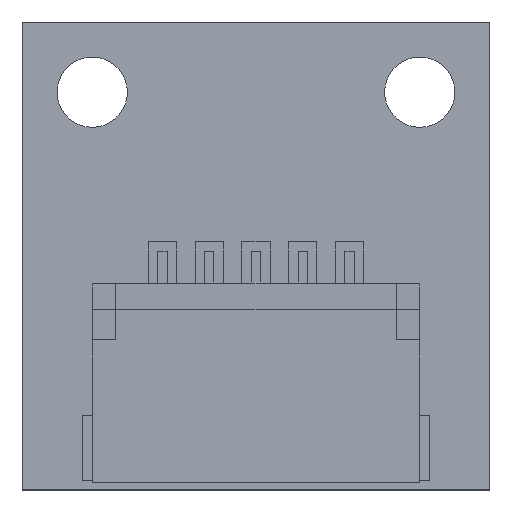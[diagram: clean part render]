
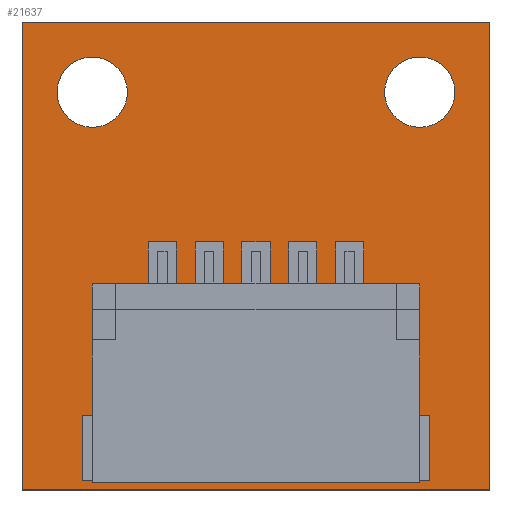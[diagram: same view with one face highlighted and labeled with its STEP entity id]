
A CAD part, top view. The second image highlights one B-rep face of the part: STEP entity #21637.
In plain terms, the highlighted planar face has unit normal (0, 0, 1).
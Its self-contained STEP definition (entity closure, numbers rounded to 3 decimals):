
#21161 = VERTEX_POINT('',#21162);
#21162 = CARTESIAN_POINT('',(15.,10.,0.6));
#21169 = PLANE('',#21170);
#21170 = AXIS2_PLACEMENT_3D('',#21171,#21172,#21173);
#21171 = CARTESIAN_POINT('',(15.,10.,0.));
#21172 = DIRECTION('',(0.,1.,0.));
#21173 = DIRECTION('',(1.,0.,0.));
#21181 = PLANE('',#21182);
#21182 = AXIS2_PLACEMENT_3D('',#21183,#21184,#21185);
#21183 = CARTESIAN_POINT('',(15.,20.,0.));
#21184 = DIRECTION('',(1.,0.,0.));
#21185 = DIRECTION('',(0.,-1.,0.));
#21193 = EDGE_CURVE('',#21161,#21194,#21196,.T.);
#21194 = VERTEX_POINT('',#21195);
#21195 = CARTESIAN_POINT('',(25.,10.,0.6));
#21196 = SURFACE_CURVE('',#21197,(#21201,#21208),.PCURVE_S1.);
#21197 = LINE('',#21198,#21199);
#21198 = CARTESIAN_POINT('',(15.,10.,0.6));
#21199 = VECTOR('',#21200,1.);
#21200 = DIRECTION('',(1.,0.,0.));
#21201 = PCURVE('',#21169,#21202);
#21202 = DEFINITIONAL_REPRESENTATION('',(#21203),#21207);
#21203 = LINE('',#21204,#21205);
#21204 = CARTESIAN_POINT('',(0.,-0.6));
#21205 = VECTOR('',#21206,1.);
#21206 = DIRECTION('',(1.,0.));
#21207 = ( GEOMETRIC_REPRESENTATION_CONTEXT(2) 
PARAMETRIC_REPRESENTATION_CONTEXT() REPRESENTATION_CONTEXT('2D SPACE',''
  ) );
#21208 = PCURVE('',#21209,#21214);
#21209 = PLANE('',#21210);
#21210 = AXIS2_PLACEMENT_3D('',#21211,#21212,#21213);
#21211 = CARTESIAN_POINT('',(20.,15.,0.6));
#21212 = DIRECTION('',(0.,0.,1.));
#21213 = DIRECTION('',(1.,0.,-0.));
#21214 = DEFINITIONAL_REPRESENTATION('',(#21215),#21219);
#21215 = LINE('',#21216,#21217);
#21216 = CARTESIAN_POINT('',(-5.,-5.));
#21217 = VECTOR('',#21218,1.);
#21218 = DIRECTION('',(1.,0.));
#21219 = ( GEOMETRIC_REPRESENTATION_CONTEXT(2) 
PARAMETRIC_REPRESENTATION_CONTEXT() REPRESENTATION_CONTEXT('2D SPACE',''
  ) );
#21237 = PLANE('',#21238);
#21238 = AXIS2_PLACEMENT_3D('',#21239,#21240,#21241);
#21239 = CARTESIAN_POINT('',(25.,10.,0.));
#21240 = DIRECTION('',(-1.,0.,0.));
#21241 = DIRECTION('',(0.,1.,0.));
#21281 = VERTEX_POINT('',#21282);
#21282 = CARTESIAN_POINT('',(15.,20.,0.6));
#21296 = PLANE('',#21297);
#21297 = AXIS2_PLACEMENT_3D('',#21298,#21299,#21300);
#21298 = CARTESIAN_POINT('',(25.,20.,0.));
#21299 = DIRECTION('',(0.,-1.,0.));
#21300 = DIRECTION('',(-1.,0.,0.));
#21308 = EDGE_CURVE('',#21281,#21161,#21309,.T.);
#21309 = SURFACE_CURVE('',#21310,(#21314,#21321),.PCURVE_S1.);
#21310 = LINE('',#21311,#21312);
#21311 = CARTESIAN_POINT('',(15.,20.,0.6));
#21312 = VECTOR('',#21313,1.);
#21313 = DIRECTION('',(0.,-1.,0.));
#21314 = PCURVE('',#21181,#21315);
#21315 = DEFINITIONAL_REPRESENTATION('',(#21316),#21320);
#21316 = LINE('',#21317,#21318);
#21317 = CARTESIAN_POINT('',(0.,-0.6));
#21318 = VECTOR('',#21319,1.);
#21319 = DIRECTION('',(1.,0.));
#21320 = ( GEOMETRIC_REPRESENTATION_CONTEXT(2) 
PARAMETRIC_REPRESENTATION_CONTEXT() REPRESENTATION_CONTEXT('2D SPACE',''
  ) );
#21321 = PCURVE('',#21209,#21322);
#21322 = DEFINITIONAL_REPRESENTATION('',(#21323),#21327);
#21323 = LINE('',#21324,#21325);
#21324 = CARTESIAN_POINT('',(-5.,5.));
#21325 = VECTOR('',#21326,1.);
#21326 = DIRECTION('',(0.,-1.));
#21327 = ( GEOMETRIC_REPRESENTATION_CONTEXT(2) 
PARAMETRIC_REPRESENTATION_CONTEXT() REPRESENTATION_CONTEXT('2D SPACE',''
  ) );
#21355 = EDGE_CURVE('',#21194,#21356,#21358,.T.);
#21356 = VERTEX_POINT('',#21357);
#21357 = CARTESIAN_POINT('',(25.,20.,0.6));
#21358 = SURFACE_CURVE('',#21359,(#21363,#21370),.PCURVE_S1.);
#21359 = LINE('',#21360,#21361);
#21360 = CARTESIAN_POINT('',(25.,10.,0.6));
#21361 = VECTOR('',#21362,1.);
#21362 = DIRECTION('',(0.,1.,0.));
#21363 = PCURVE('',#21237,#21364);
#21364 = DEFINITIONAL_REPRESENTATION('',(#21365),#21369);
#21365 = LINE('',#21366,#21367);
#21366 = CARTESIAN_POINT('',(0.,-0.6));
#21367 = VECTOR('',#21368,1.);
#21368 = DIRECTION('',(1.,0.));
#21369 = ( GEOMETRIC_REPRESENTATION_CONTEXT(2) 
PARAMETRIC_REPRESENTATION_CONTEXT() REPRESENTATION_CONTEXT('2D SPACE',''
  ) );
#21370 = PCURVE('',#21209,#21371);
#21371 = DEFINITIONAL_REPRESENTATION('',(#21372),#21376);
#21372 = LINE('',#21373,#21374);
#21373 = CARTESIAN_POINT('',(5.,-5.));
#21374 = VECTOR('',#21375,1.);
#21375 = DIRECTION('',(0.,1.));
#21376 = ( GEOMETRIC_REPRESENTATION_CONTEXT(2) 
PARAMETRIC_REPRESENTATION_CONTEXT() REPRESENTATION_CONTEXT('2D SPACE',''
  ) );
#21426 = EDGE_CURVE('',#21356,#21281,#21427,.T.);
#21427 = SURFACE_CURVE('',#21428,(#21432,#21439),.PCURVE_S1.);
#21428 = LINE('',#21429,#21430);
#21429 = CARTESIAN_POINT('',(25.,20.,0.6));
#21430 = VECTOR('',#21431,1.);
#21431 = DIRECTION('',(-1.,0.,0.));
#21432 = PCURVE('',#21296,#21433);
#21433 = DEFINITIONAL_REPRESENTATION('',(#21434),#21438);
#21434 = LINE('',#21435,#21436);
#21435 = CARTESIAN_POINT('',(0.,-0.6));
#21436 = VECTOR('',#21437,1.);
#21437 = DIRECTION('',(1.,0.));
#21438 = ( GEOMETRIC_REPRESENTATION_CONTEXT(2) 
PARAMETRIC_REPRESENTATION_CONTEXT() REPRESENTATION_CONTEXT('2D SPACE',''
  ) );
#21439 = PCURVE('',#21209,#21440);
#21440 = DEFINITIONAL_REPRESENTATION('',(#21441),#21445);
#21441 = LINE('',#21442,#21443);
#21442 = CARTESIAN_POINT('',(5.,5.));
#21443 = VECTOR('',#21444,1.);
#21444 = DIRECTION('',(-1.,0.));
#21445 = ( GEOMETRIC_REPRESENTATION_CONTEXT(2) 
PARAMETRIC_REPRESENTATION_CONTEXT() REPRESENTATION_CONTEXT('2D SPACE',''
  ) );
#21482 = CYLINDRICAL_SURFACE('',#21483,0.751);
#21483 = AXIS2_PLACEMENT_3D('',#21484,#21485,#21486);
#21484 = CARTESIAN_POINT('',(16.5,18.5,0.));
#21485 = DIRECTION('',(-0.,-0.,-1.));
#21486 = DIRECTION('',(1.,0.,0.));
#21502 = VERTEX_POINT('',#21503);
#21503 = CARTESIAN_POINT('',(17.251,18.5,0.6));
#21524 = EDGE_CURVE('',#21502,#21502,#21525,.T.);
#21525 = SURFACE_CURVE('',#21526,(#21531,#21538),.PCURVE_S1.);
#21526 = CIRCLE('',#21527,0.751);
#21527 = AXIS2_PLACEMENT_3D('',#21528,#21529,#21530);
#21528 = CARTESIAN_POINT('',(16.5,18.5,0.6));
#21529 = DIRECTION('',(0.,0.,1.));
#21530 = DIRECTION('',(1.,0.,-0.));
#21531 = PCURVE('',#21482,#21532);
#21532 = DEFINITIONAL_REPRESENTATION('',(#21533),#21537);
#21533 = LINE('',#21534,#21535);
#21534 = CARTESIAN_POINT('',(6.283,-0.6));
#21535 = VECTOR('',#21536,1.);
#21536 = DIRECTION('',(-1.,0.));
#21537 = ( GEOMETRIC_REPRESENTATION_CONTEXT(2) 
PARAMETRIC_REPRESENTATION_CONTEXT() REPRESENTATION_CONTEXT('2D SPACE',''
  ) );
#21538 = PCURVE('',#21209,#21539);
#21539 = DEFINITIONAL_REPRESENTATION('',(#21540),#21544);
#21540 = CIRCLE('',#21541,0.751);
#21541 = AXIS2_PLACEMENT_2D('',#21542,#21543);
#21542 = CARTESIAN_POINT('',(-3.5,3.5));
#21543 = DIRECTION('',(1.,0.));
#21544 = ( GEOMETRIC_REPRESENTATION_CONTEXT(2) 
PARAMETRIC_REPRESENTATION_CONTEXT() REPRESENTATION_CONTEXT('2D SPACE',''
  ) );
#21560 = CYLINDRICAL_SURFACE('',#21561,0.751);
#21561 = AXIS2_PLACEMENT_3D('',#21562,#21563,#21564);
#21562 = CARTESIAN_POINT('',(23.5,18.5,0.));
#21563 = DIRECTION('',(-0.,-0.,-1.));
#21564 = DIRECTION('',(1.,0.,0.));
#21580 = VERTEX_POINT('',#21581);
#21581 = CARTESIAN_POINT('',(24.251,18.5,0.6));
#21602 = EDGE_CURVE('',#21580,#21580,#21603,.T.);
#21603 = SURFACE_CURVE('',#21604,(#21609,#21616),.PCURVE_S1.);
#21604 = CIRCLE('',#21605,0.751);
#21605 = AXIS2_PLACEMENT_3D('',#21606,#21607,#21608);
#21606 = CARTESIAN_POINT('',(23.5,18.5,0.6));
#21607 = DIRECTION('',(0.,0.,1.));
#21608 = DIRECTION('',(1.,0.,-0.));
#21609 = PCURVE('',#21560,#21610);
#21610 = DEFINITIONAL_REPRESENTATION('',(#21611),#21615);
#21611 = LINE('',#21612,#21613);
#21612 = CARTESIAN_POINT('',(6.283,-0.6));
#21613 = VECTOR('',#21614,1.);
#21614 = DIRECTION('',(-1.,0.));
#21615 = ( GEOMETRIC_REPRESENTATION_CONTEXT(2) 
PARAMETRIC_REPRESENTATION_CONTEXT() REPRESENTATION_CONTEXT('2D SPACE',''
  ) );
#21616 = PCURVE('',#21209,#21617);
#21617 = DEFINITIONAL_REPRESENTATION('',(#21618),#21622);
#21618 = CIRCLE('',#21619,0.751);
#21619 = AXIS2_PLACEMENT_2D('',#21620,#21621);
#21620 = CARTESIAN_POINT('',(3.5,3.5));
#21621 = DIRECTION('',(1.,0.));
#21622 = ( GEOMETRIC_REPRESENTATION_CONTEXT(2) 
PARAMETRIC_REPRESENTATION_CONTEXT() REPRESENTATION_CONTEXT('2D SPACE',''
  ) );
#21637 = ADVANCED_FACE('',(#21638,#21644,#21647),#21209,.T.);
#21638 = FACE_BOUND('',#21639,.T.);
#21639 = EDGE_LOOP('',(#21640,#21641,#21642,#21643));
#21640 = ORIENTED_EDGE('',*,*,#21193,.T.);
#21641 = ORIENTED_EDGE('',*,*,#21355,.T.);
#21642 = ORIENTED_EDGE('',*,*,#21426,.T.);
#21643 = ORIENTED_EDGE('',*,*,#21308,.T.);
#21644 = FACE_BOUND('',#21645,.T.);
#21645 = EDGE_LOOP('',(#21646));
#21646 = ORIENTED_EDGE('',*,*,#21524,.F.);
#21647 = FACE_BOUND('',#21648,.T.);
#21648 = EDGE_LOOP('',(#21649));
#21649 = ORIENTED_EDGE('',*,*,#21602,.F.);
